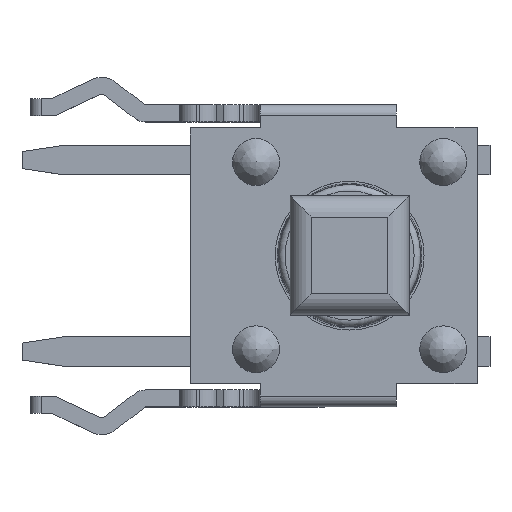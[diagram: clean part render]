
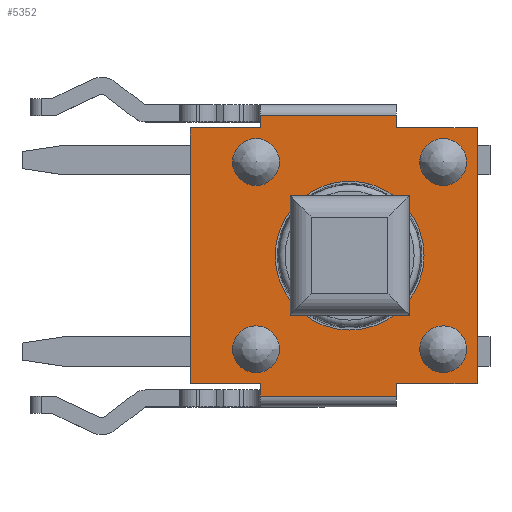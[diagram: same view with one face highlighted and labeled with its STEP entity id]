
A CAD part, top view. The second image highlights one B-rep face of the part: STEP entity #5352.
In plain terms, the highlighted planar face has unit normal (0, 0, 1).
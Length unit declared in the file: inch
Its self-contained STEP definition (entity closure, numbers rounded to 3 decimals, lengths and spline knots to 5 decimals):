
#210=CARTESIAN_POINT('',(-0.08268,-0.11811,0.12953));
#211=VERTEX_POINT('',#210);
#218=CARTESIAN_POINT('',(-0.14764,-0.11811,0.12953));
#219=VERTEX_POINT('',#218);
#220=CARTESIAN_POINT('',(-0.08268,-0.11811,0.12953));
#221=DIRECTION('',(-1.0,0.0,0.0));
#222=VECTOR('',#221,0.06496);
#223=LINE('',#220,#222);
#224=EDGE_CURVE('',#211,#219,#223,.T.);
#338=CARTESIAN_POINT('',(0.11811,-0.11811,0.12953));
#339=VERTEX_POINT('',#338);
#346=CARTESIAN_POINT('',(0.04331,-0.11811,0.12953));
#347=VERTEX_POINT('',#346);
#348=CARTESIAN_POINT('',(0.11811,-0.11811,0.12953));
#349=DIRECTION('',(-1.0,0.0,0.0));
#350=VECTOR('',#349,0.0748);
#351=LINE('',#348,#350);
#352=EDGE_CURVE('',#339,#347,#351,.T.);
#400=CARTESIAN_POINT('',(0.11811,0.11811,0.12953));
#401=VERTEX_POINT('',#400);
#408=CARTESIAN_POINT('',(0.11811,0.11811,0.12953));
#409=DIRECTION('',(0.0,-1.0,0.0));
#410=VECTOR('',#409,0.23622);
#411=LINE('',#408,#410);
#412=EDGE_CURVE('',#401,#339,#411,.T.);
#500=CARTESIAN_POINT('',(0.04331,0.11811,0.12953));
#501=VERTEX_POINT('',#500);
#508=CARTESIAN_POINT('',(0.04331,0.11811,0.12953));
#509=DIRECTION('',(1.0,0.0,0.0));
#510=VECTOR('',#509,0.0748);
#511=LINE('',#508,#510);
#512=EDGE_CURVE('',#501,#401,#511,.T.);
#612=CARTESIAN_POINT('',(-0.14764,0.11811,0.12953));
#613=VERTEX_POINT('',#612);
#620=CARTESIAN_POINT('',(-0.08268,0.11811,0.12953));
#621=VERTEX_POINT('',#620);
#622=CARTESIAN_POINT('',(-0.14764,0.11811,0.12953));
#623=DIRECTION('',(1.0,0.0,0.0));
#624=VECTOR('',#623,0.06496);
#625=LINE('',#622,#624);
#626=EDGE_CURVE('',#613,#621,#625,.T.);
#2221=CARTESIAN_POINT('',(0.06496,0.08661,0.12953));
#2222=VERTEX_POINT('',#2221);
#2223=CARTESIAN_POINT('',(0.08661,0.08661,0.12953));
#2224=DIRECTION('',(0.0,0.0,-1.0));
#2225=DIRECTION('',(-1.0,0.0,0.0));
#2226=AXIS2_PLACEMENT_3D('',#2223,#2224,#2225);
#2227=CIRCLE('',#2226,0.02165);
#2228=EDGE_CURVE('',#2222,#2222,#2227,.T.);
#2268=CARTESIAN_POINT('',(-0.10827,0.08661,0.12953));
#2269=VERTEX_POINT('',#2268);
#2270=CARTESIAN_POINT('',(-0.08661,0.08661,0.12953));
#2271=DIRECTION('',(0.0,0.0,-1.0));
#2272=DIRECTION('',(-1.0,0.0,0.0));
#2273=AXIS2_PLACEMENT_3D('',#2270,#2271,#2272);
#2274=CIRCLE('',#2273,0.02165);
#2275=EDGE_CURVE('',#2269,#2269,#2274,.T.);
#2315=CARTESIAN_POINT('',(0.10827,-0.08661,0.12953));
#2316=VERTEX_POINT('',#2315);
#2317=CARTESIAN_POINT('',(0.08661,-0.08661,0.12953));
#2318=DIRECTION('',(0.0,0.0,1.0));
#2319=DIRECTION('',(1.0,0.0,0.0));
#2320=AXIS2_PLACEMENT_3D('',#2317,#2318,#2319);
#2321=CIRCLE('',#2320,0.02165);
#2322=EDGE_CURVE('',#2316,#2316,#2321,.T.);
#2362=CARTESIAN_POINT('',(-0.06496,-0.08661,0.12953));
#2363=VERTEX_POINT('',#2362);
#2364=CARTESIAN_POINT('',(-0.08661,-0.08661,0.12953));
#2365=DIRECTION('',(0.0,0.0,1.0));
#2366=DIRECTION('',(1.0,0.0,0.0));
#2367=AXIS2_PLACEMENT_3D('',#2364,#2365,#2366);
#2368=CIRCLE('',#2367,0.02165);
#2369=EDGE_CURVE('',#2363,#2363,#2368,.T.);
#2414=CARTESIAN_POINT('',(-0.14764,-0.11811,0.12953));
#2415=DIRECTION('',(0.0,1.0,0.0));
#2416=VECTOR('',#2415,0.23622);
#2417=LINE('',#2414,#2416);
#2418=EDGE_CURVE('',#219,#613,#2417,.T.);
#2436=CARTESIAN_POINT('',(0.0689,0.,0.12953));
#2437=VERTEX_POINT('',#2436);
#2438=CARTESIAN_POINT('',(0.,0.,0.12953));
#2439=DIRECTION('',(0.0,0.0,-1.0));
#2440=DIRECTION('',(-1.0,0.0,0.0));
#2441=AXIS2_PLACEMENT_3D('',#2438,#2439,#2440);
#2442=CIRCLE('',#2441,0.0689);
#2443=EDGE_CURVE('',#2437,#2437,#2442,.T.);
#3444=CARTESIAN_POINT('',(-0.08268,0.12992,0.12953));
#3445=VERTEX_POINT('',#3444);
#3446=CARTESIAN_POINT('',(-0.08268,0.12992,0.12953));
#3447=DIRECTION('',(0.0,-1.0,0.0));
#3448=VECTOR('',#3447,0.01181);
#3449=LINE('',#3446,#3448);
#3450=EDGE_CURVE('',#3445,#621,#3449,.T.);
#4556=CARTESIAN_POINT('',(0.04331,0.12992,0.12953));
#4557=VERTEX_POINT('',#4556);
#4567=CARTESIAN_POINT('',(0.04331,0.12992,0.12953));
#4568=DIRECTION('',(0.0,-1.0,0.0));
#4569=VECTOR('',#4568,0.01181);
#4570=LINE('',#4567,#4569);
#4571=EDGE_CURVE('',#4557,#501,#4570,.T.);
#4601=CARTESIAN_POINT('',(-0.08268,0.12992,0.12953));
#4602=DIRECTION('',(1.0,0.0,0.0));
#4603=VECTOR('',#4602,0.12598);
#4604=LINE('',#4601,#4603);
#4605=EDGE_CURVE('',#3445,#4557,#4604,.T.);
#4624=CARTESIAN_POINT('',(0.04331,-0.12992,0.12953));
#4625=VERTEX_POINT('',#4624);
#4666=CARTESIAN_POINT('',(0.04331,-0.11811,0.12953));
#4667=DIRECTION('',(0.0,-1.0,0.0));
#4668=VECTOR('',#4667,0.01181);
#4669=LINE('',#4666,#4668);
#4670=EDGE_CURVE('',#347,#4625,#4669,.T.);
#4681=CARTESIAN_POINT('',(-0.08268,-0.12992,0.12953));
#4682=VERTEX_POINT('',#4681);
#4683=CARTESIAN_POINT('',(0.04331,-0.12992,0.12953));
#4684=DIRECTION('',(-1.0,0.0,0.0));
#4685=VECTOR('',#4684,0.12598);
#4686=LINE('',#4683,#4685);
#4687=EDGE_CURVE('',#4625,#4682,#4686,.T.);
#4958=CARTESIAN_POINT('',(-0.08268,-0.12992,0.12953));
#4959=DIRECTION('',(0.0,1.0,0.0));
#4960=VECTOR('',#4959,0.01181);
#4961=LINE('',#4958,#4960);
#4962=EDGE_CURVE('',#4682,#211,#4961,.T.);
#5318=CARTESIAN_POINT('',(-0.16093,-0.14291,0.12953));
#5319=DIRECTION('',(0.0,0.0,1.0));
#5320=DIRECTION('',(1.0,0.0,0.0));
#5321=AXIS2_PLACEMENT_3D('',#5318,#5319,#5320);
#5322=PLANE('',#5321);
#5323=ORIENTED_EDGE('',*,*,#4687,.F.);
#5324=ORIENTED_EDGE('',*,*,#4670,.F.);
#5325=ORIENTED_EDGE('',*,*,#352,.F.);
#5326=ORIENTED_EDGE('',*,*,#412,.F.);
#5327=ORIENTED_EDGE('',*,*,#512,.F.);
#5328=ORIENTED_EDGE('',*,*,#4571,.F.);
#5329=ORIENTED_EDGE('',*,*,#4605,.F.);
#5330=ORIENTED_EDGE('',*,*,#3450,.T.);
#5331=ORIENTED_EDGE('',*,*,#626,.F.);
#5332=ORIENTED_EDGE('',*,*,#2418,.F.);
#5333=ORIENTED_EDGE('',*,*,#224,.F.);
#5334=ORIENTED_EDGE('',*,*,#4962,.F.);
#5335=EDGE_LOOP('',(#5323,#5324,#5325,#5326,#5327,#5328,#5329,#5330,#5331,#5332,#5333,#5334));
#5336=FACE_OUTER_BOUND('',#5335,.T.);
#5337=ORIENTED_EDGE('',*,*,#2369,.F.);
#5338=EDGE_LOOP('',(#5337));
#5339=FACE_BOUND('',#5338,.T.);
#5340=ORIENTED_EDGE('',*,*,#2322,.F.);
#5341=EDGE_LOOP('',(#5340));
#5342=FACE_BOUND('',#5341,.T.);
#5343=ORIENTED_EDGE('',*,*,#2275,.T.);
#5344=EDGE_LOOP('',(#5343));
#5345=FACE_BOUND('',#5344,.T.);
#5346=ORIENTED_EDGE('',*,*,#2228,.T.);
#5347=EDGE_LOOP('',(#5346));
#5348=FACE_BOUND('',#5347,.T.);
#5349=ORIENTED_EDGE('',*,*,#2443,.T.);
#5350=EDGE_LOOP('',(#5349));
#5351=FACE_BOUND('',#5350,.T.);
#5352=ADVANCED_FACE('',(#5336,#5339,#5342,#5345,#5348,#5351),#5322,.T.);
